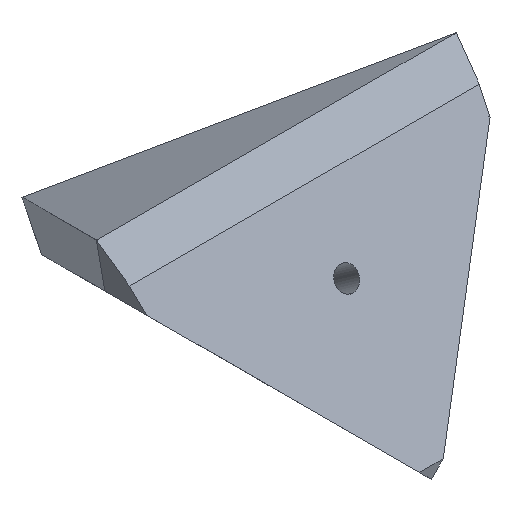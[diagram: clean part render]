
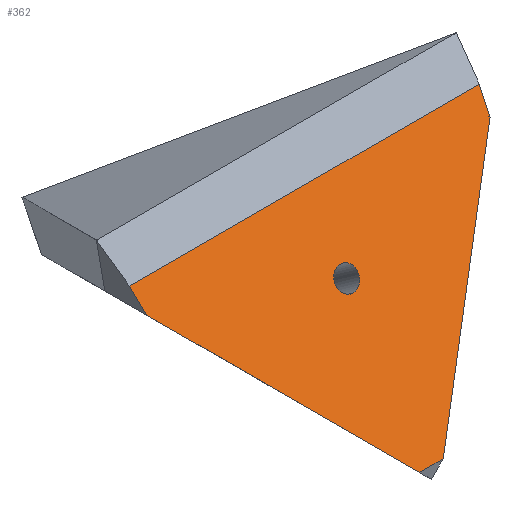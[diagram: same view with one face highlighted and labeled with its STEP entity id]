
A CAD part, isometric view. The second image highlights one B-rep face of the part: STEP entity #362.
In plain terms, the highlighted planar face has unit normal (0, -0.816, 0.578).
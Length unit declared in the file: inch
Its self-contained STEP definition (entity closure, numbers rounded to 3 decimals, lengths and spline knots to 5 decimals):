
#1 = PLANE ( 'NONE',  #476 ) ;
#7 = CIRCLE ( 'NONE', #660, 0.1005 ) ;
#8 = CARTESIAN_POINT ( 'NONE',  ( 1.6, -0.25, -0.25 ) ) ;
#13 = CIRCLE ( 'NONE', #204, 0.1005 ) ;
#20 = DIRECTION ( 'NONE',  ( 0.139, 0.572, 0.808 ) ) ;
#23 = EDGE_LOOP ( 'NONE', ( #549, #168, #217, #661, #231, #415 ) ) ;
#32 = VECTOR ( 'NONE', #322, 39.37008 ) ;
#35 = CARTESIAN_POINT ( 'NONE',  ( 0., -0.62624, -0.78191 ) ) ;
#46 = EDGE_CURVE ( 'NONE', #536, #569, #341, .T. ) ;
#70 = CARTESIAN_POINT ( 'NONE',  ( -1.52655, -0.3752, -0.427 ) ) ;
#95 = DIRECTION ( 'NONE',  ( 0.632, 0.447, 0.632 ) ) ;
#109 = EDGE_CURVE ( 'NONE', #188, #373, #464, .T. ) ;
#112 = DIRECTION ( 'NONE',  ( -1., 0., 0. ) ) ;
#115 = CARTESIAN_POINT ( 'NONE',  ( 1.6, -0.25, -0.25 ) ) ;
#123 = EDGE_CURVE ( 'NONE', #455, #373, #167, .T. ) ;
#130 = VECTOR ( 'NONE', #335, 39.37008 ) ;
#152 = CARTESIAN_POINT ( 'NONE',  ( 0., -0.56821, -0.69986 ) ) ;
#167 = LINE ( 'NONE', #451, #130 ) ;
#168 = ORIENTED_EDGE ( 'NONE', *, *, #46, .T. ) ;
#188 = VERTEX_POINT ( 'NONE', #459 ) ;
#193 = CARTESIAN_POINT ( 'NONE',  ( 0., -0.62624, -0.78191 ) ) ;
#194 = CARTESIAN_POINT ( 'NONE',  ( 1.6, -1.38, -1.84752 ) ) ;
#204 = AXIS2_PLACEMENT_3D ( 'NONE', #193, #666, #410 ) ;
#217 = ORIENTED_EDGE ( 'NONE', *, *, #419, .T. ) ;
#219 = VECTOR ( 'NONE', #112, 39.37008 ) ;
#223 = CARTESIAN_POINT ( 'NONE',  ( -0.10603, -1.38, -1.84752 ) ) ;
#229 = CARTESIAN_POINT ( 'NONE',  ( -1.49011, -0.52507, -0.63888 ) ) ;
#231 = ORIENTED_EDGE ( 'NONE', *, *, #123, .T. ) ;
#265 = DIRECTION ( 'NONE',  ( 0., 0.816, -0.577 ) ) ;
#307 = VERTEX_POINT ( 'NONE', #152 ) ;
#318 = VECTOR ( 'NONE', #447, 39.37008 ) ;
#322 = DIRECTION ( 'NONE',  ( 0.139, -0.572, -0.808 ) ) ;
#331 = CARTESIAN_POINT ( 'NONE',  ( 1.49011, -0.52507, -0.63888 ) ) ;
#334 = ORIENTED_EDGE ( 'NONE', *, *, #567, .F. ) ;
#335 = DIRECTION ( 'NONE',  ( 0.632, -0.447, -0.632 ) ) ;
#336 = ORIENTED_EDGE ( 'NONE', *, *, #615, .F. ) ;
#341 = LINE ( 'NONE', #331, #594 ) ;
#347 = DIRECTION ( 'NONE',  ( 0., -0.816, 0.577 ) ) ;
#351 = FACE_OUTER_BOUND ( 'NONE', #23, .T. ) ;
#362 = ADVANCED_FACE ( 'NONE', ( #657, #351 ), #1, .F. ) ;
#373 = VERTEX_POINT ( 'NONE', #223 ) ;
#384 = CARTESIAN_POINT ( 'NONE',  ( 1.52655, -0.3752, -0.427 ) ) ;
#410 = DIRECTION ( 'NONE',  ( 0., -0.577, -0.816 ) ) ;
#415 = ORIENTED_EDGE ( 'NONE', *, *, #109, .F. ) ;
#419 = EDGE_CURVE ( 'NONE', #569, #441, #546, .T. ) ;
#430 = CARTESIAN_POINT ( 'NONE',  ( -1.557, -0.25, -0.25 ) ) ;
#441 = VERTEX_POINT ( 'NONE', #430 ) ;
#447 = DIRECTION ( 'NONE',  ( -1., 0., 0. ) ) ;
#451 = CARTESIAN_POINT ( 'NONE',  ( 0., -1.455, -1.95355 ) ) ;
#452 = LINE ( 'NONE', #229, #32 ) ;
#455 = VERTEX_POINT ( 'NONE', #70 ) ;
#459 = CARTESIAN_POINT ( 'NONE',  ( 0.10603, -1.38, -1.84752 ) ) ;
#464 = LINE ( 'NONE', #194, #318 ) ;
#476 = AXIS2_PLACEMENT_3D ( 'NONE', #8, #265, #527 ) ;
#481 = VECTOR ( 'NONE', #95, 39.37008 ) ;
#494 = CARTESIAN_POINT ( 'NONE',  ( 0., -0.68428, -0.86396 ) ) ;
#504 = EDGE_CURVE ( 'NONE', #441, #455, #452, .T. ) ;
#527 = DIRECTION ( 'NONE',  ( 0., 0.577, 0.816 ) ) ;
#536 = VERTEX_POINT ( 'NONE', #384 ) ;
#546 = LINE ( 'NONE', #115, #219 ) ;
#549 = ORIENTED_EDGE ( 'NONE', *, *, #665, .T. ) ;
#554 = VERTEX_POINT ( 'NONE', #494 ) ;
#562 = CARTESIAN_POINT ( 'NONE',  ( 0., -1.455, -1.95355 ) ) ;
#567 = EDGE_CURVE ( 'NONE', #307, #554, #7, .T. ) ;
#569 = VERTEX_POINT ( 'NONE', #668 ) ;
#589 = DIRECTION ( 'NONE',  ( 0., -0.577, -0.816 ) ) ;
#594 = VECTOR ( 'NONE', #20, 39.37008 ) ;
#608 = LINE ( 'NONE', #562, #481 ) ;
#615 = EDGE_CURVE ( 'NONE', #554, #307, #13, .T. ) ;
#657 = FACE_BOUND ( 'NONE', #675, .T. ) ;
#660 = AXIS2_PLACEMENT_3D ( 'NONE', #35, #347, #589 ) ;
#661 = ORIENTED_EDGE ( 'NONE', *, *, #504, .T. ) ;
#665 = EDGE_CURVE ( 'NONE', #188, #536, #608, .T. ) ;
#666 = DIRECTION ( 'NONE',  ( 0., -0.816, 0.577 ) ) ;
#668 = CARTESIAN_POINT ( 'NONE',  ( 1.557, -0.25, -0.25 ) ) ;
#675 = EDGE_LOOP ( 'NONE', ( #336, #334 ) ) ;
